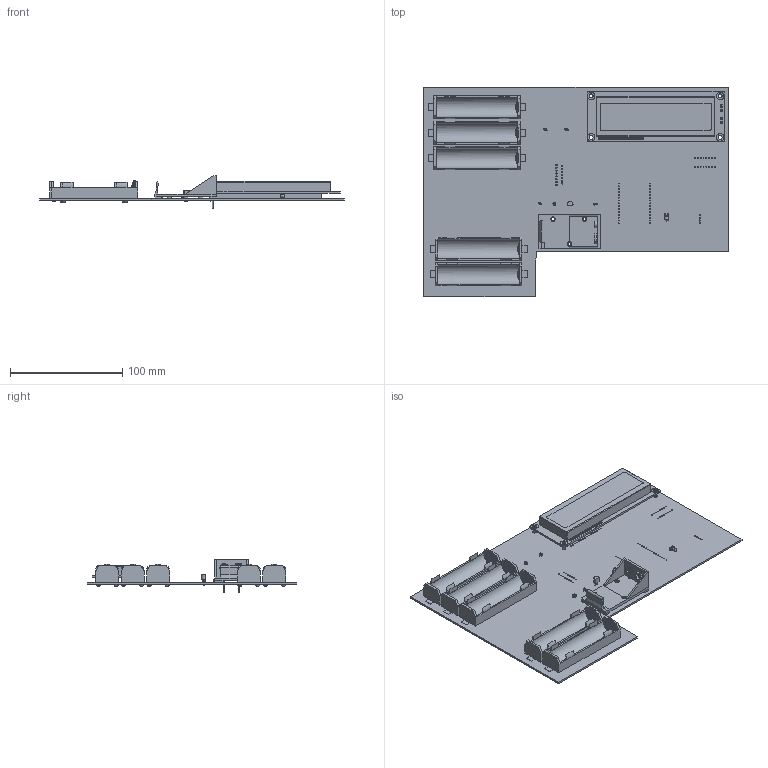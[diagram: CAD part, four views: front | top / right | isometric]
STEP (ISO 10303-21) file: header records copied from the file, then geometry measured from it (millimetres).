
FILE_DESCRIPTION(('KiCad electronic assembly'),'2;1');
FILE_NAME('robot1.step','2023-05-03T08:22:15',('Pcbnew'),('Kicad'), 'Open CASCADE STEP processor 7.6','KiCad to STEP converter','Unknown' );
FILE_SCHEMA(('AUTOMOTIVE_DESIGN { 1 0 10303 214 1 1 1 1 }'));
Length unit declared in the file: millimetre
Products named in the file (16): robot1 1; BatteryHolder_Eagle_12BH611-GR; COMPOUND; TO-92_Inline; SOLID; BatteryHolder_Keystone_1042_1x18650; R_Axial_DIN0204_L3.6mm_D1.6mm_P2.54mm_Vertical; PinSocket_1x02_P1.00mm_Vertical_SMD_Pin1Left; LCD-016N002L; LED_D3.0mm_Horizontal_O1.27mm_Z2.0mm; _autosave-robot1 PCB
Assembly tree (22 placements, depth 3):
  robot1 1
    BatteryHolder_Eagle_12BH611-GR
      COMPOUND
    TO-92_Inline
      SOLID
    BatteryHolder_Keystone_1042_1x18650  x5
      COMPOUND
    R_Axial_DIN0204_L3.6mm_D1.6mm_P2.54mm_Vertical
      SOLID
    PinSocket_1x02_P1.00mm_Vertical_SMD_Pin1Left  x4
      SOLID
    LCD-016N002L
      SOLID
    LED_D3.0mm_Horizontal_O1.27mm_Z2.0mm
      SOLID
    _autosave-robot1 PCB
Bounding box: 271.78 x 186.69 x 29.4 mm (x, y, z)
Volume: 150322.6 mm3; surface area: 149290.3 mm2
Topology: 58 solids, 59 shells, 1304 faces, 3087 edges, 1941 vertices
Faces by surface type: plane 892, cylinder 375, revolution 15, torus 9, sphere 7, bspline 6
Full cylindrical faces by diameter (mm): 0.02 x5, 0.5 x4, 0.7 x2, 0.75 x3, 0.762 x30, 0.8 x2, 0.813 x16, 0.9 x2, 1 x35, 1.02 x4, 1.1 x40, 1.44 x1, 1.57 x5, 1.6 x2, 2.39 x5, 2.4 x7, 2.6 x6, 3 x1, 3.45 x10, 3.5 x16, 3.68 x10, 4 x6, 4.5 x1, 4.8 x10, 5.5 x2, 5.8 x1, 6.76 x8, 7.2 x10, 7.3 x1, 8 x2
Entity records: 50781 total; most frequent: CARTESIAN_POINT 10967, DIRECTION 6747, LINE 4005, VECTOR 4005, ORIENTED_EDGE 3422, PCURVE 3422, DEFINITIONAL_REPRESENTATION 3422, EDGE_CURVE 1711
